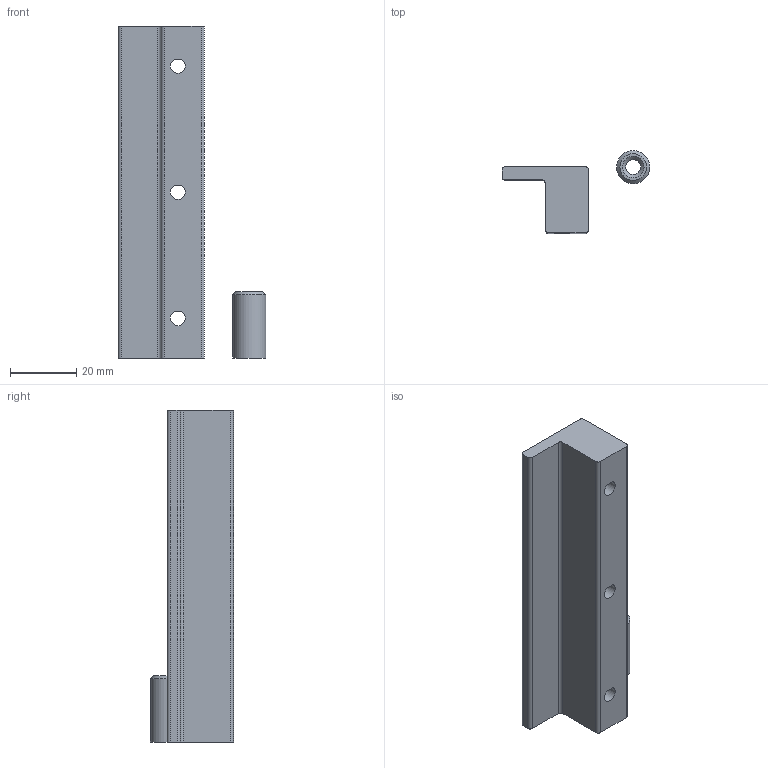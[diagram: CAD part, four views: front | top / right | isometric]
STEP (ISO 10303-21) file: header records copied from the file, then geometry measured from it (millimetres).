
FILE_DESCRIPTION(/* description */ (''),/* implementation_level */ '2;1');
FILE_NAME(/* name */ 'IKEA Trofast Bin to drawer bracket.step',/* time_stamp */ '2025-04-14T08:30:49-05:00',/* author */ (''),/* organization */ (''),/* preprocessor_version */ 'ST-DEVELOPER v20.1',/* originating_system */ 'Autodesk Translation Framework v14.4.0.0',/* authorisation */ '');
FILE_SCHEMA (('AUTOMOTIVE_DESIGN { 1 0 10303 214 3 1 1 }'));
Length unit declared in the file: millimetre
Products named in the file (3): (Unsaved); IKEA Trofast Bin to drawer bracket; Bumper
Assembly tree (2 placements, depth 2):
  (Unsaved)
    IKEA Trofast Bin to drawer bracket
    Bumper
Bounding box: 44.49 x 25 x 100 mm (x, y, z)
Volume: 31418.9 mm3; surface area: 11323 mm2
Topology: 2 solids, 2 shells, 26 faces, 64 edges, 42 vertices
Faces by surface type: plane 13, cylinder 11, cone 2
Full cylindrical faces by diameter (mm): 4.5 x1, 10 x1
Entity records: 877 total; most frequent: DIRECTION 150, CARTESIAN_POINT 137, ORIENTED_EDGE 128, EDGE_CURVE 64, AXIS2_PLACEMENT_3D 55, VERTEX_POINT 42, LINE 40, VECTOR 40
